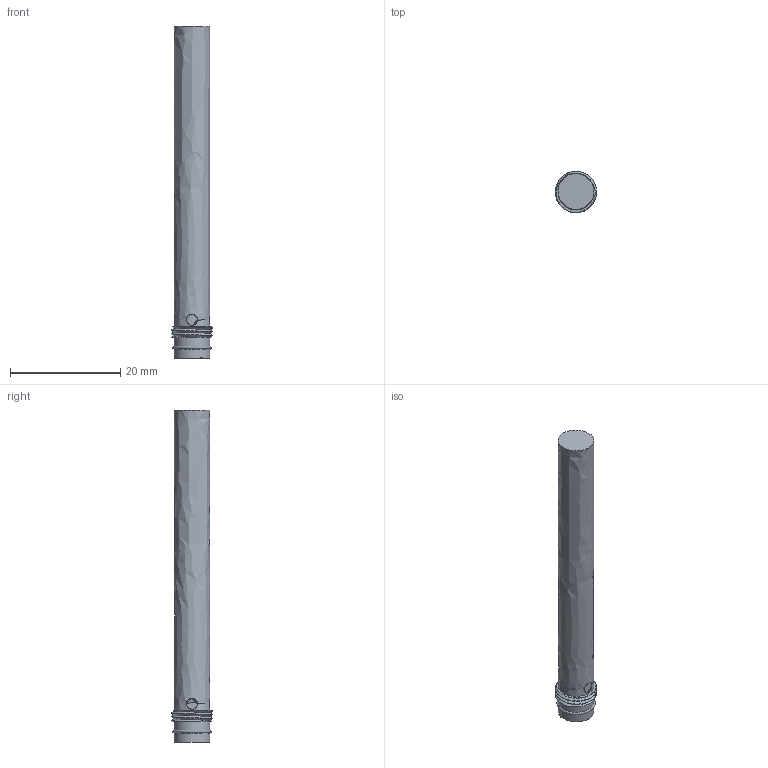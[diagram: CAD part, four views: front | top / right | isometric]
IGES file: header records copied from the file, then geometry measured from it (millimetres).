
Global section: file name: D6.5_B_STECKER_I1SF-D6.501N-OPU3; native system: Autodesk Inventor 2021; preprocessor: unknown; author: S. Sandt; organization: di-soric GmbH & Co. KG; date: 20210809.112814; units: millimetre
Bounding box: 7.5 x 7.5 x 60.3 mm (x, y, z)
Volume: 326 mm3; surface area: 2669.8 mm2
Topology: 3 solids, 3 shells, 30 faces, 81 edges, 59 vertices
Faces by surface type: bspline 30
